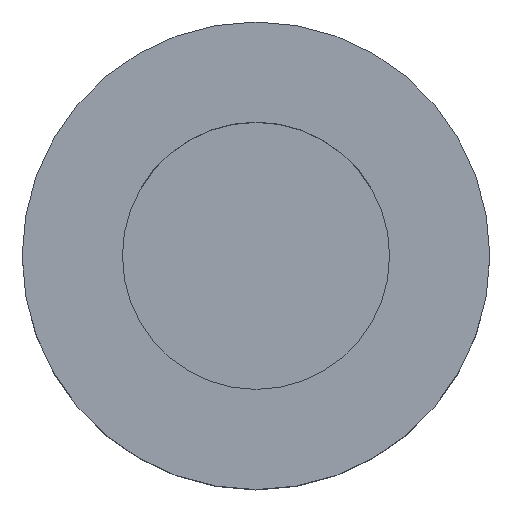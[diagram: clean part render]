
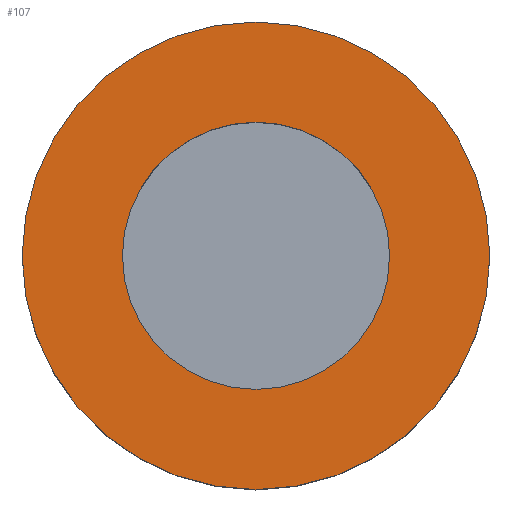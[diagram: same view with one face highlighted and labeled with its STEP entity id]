
A CAD part, top view. The second image highlights one B-rep face of the part: STEP entity #107.
In plain terms, the highlighted planar face has unit normal (0, 0, 1).
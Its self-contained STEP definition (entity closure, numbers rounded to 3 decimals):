
#15=FACE_BOUND('',#36,.T.);
#28=FACE_OUTER_BOUND('',#35,.T.);
#35=EDGE_LOOP('',(#83));
#36=EDGE_LOOP('',(#84,#85));
#44=CIRCLE('',#136,2.);
#45=CIRCLE('',#137,2.);
#46=CIRCLE('',#139,3.5);
#54=VERTEX_POINT('',#195);
#55=VERTEX_POINT('',#196);
#56=VERTEX_POINT('',#201);
#64=EDGE_CURVE('',#54,#55,#44,.T.);
#65=EDGE_CURVE('',#55,#54,#45,.T.);
#67=EDGE_CURVE('',#56,#56,#46,.T.);
#83=ORIENTED_EDGE('',*,*,#67,.T.);
#84=ORIENTED_EDGE('',*,*,#64,.T.);
#85=ORIENTED_EDGE('',*,*,#65,.T.);
#102=PLANE('',#138);
#107=ADVANCED_FACE('',(#28,#15),#102,.T.);
#136=AXIS2_PLACEMENT_3D('',#197,#159,#160);
#137=AXIS2_PLACEMENT_3D('',#198,#161,#162);
#138=AXIS2_PLACEMENT_3D('',#200,#164,#165);
#139=AXIS2_PLACEMENT_3D('',#202,#166,#167);
#159=DIRECTION('center_axis',(0.,0.,-1.));
#160=DIRECTION('ref_axis',(-1.,0.,0.));
#161=DIRECTION('center_axis',(0.,0.,-1.));
#162=DIRECTION('ref_axis',(-1.,0.,0.));
#164=DIRECTION('center_axis',(0.,0.,1.));
#165=DIRECTION('ref_axis',(1.,0.,0.));
#166=DIRECTION('center_axis',(0.,0.,1.));
#167=DIRECTION('ref_axis',(0.,-1.,0.));
#195=CARTESIAN_POINT('',(-2.,0.,4.2));
#196=CARTESIAN_POINT('',(0.,-2.,4.2));
#197=CARTESIAN_POINT('Origin',(0.,0.,4.2));
#198=CARTESIAN_POINT('Origin',(0.,0.,4.2));
#200=CARTESIAN_POINT('Origin',(0.,3.5,4.2));
#201=CARTESIAN_POINT('',(0.,-3.5,4.2));
#202=CARTESIAN_POINT('Origin',(0.,0.,4.2));
